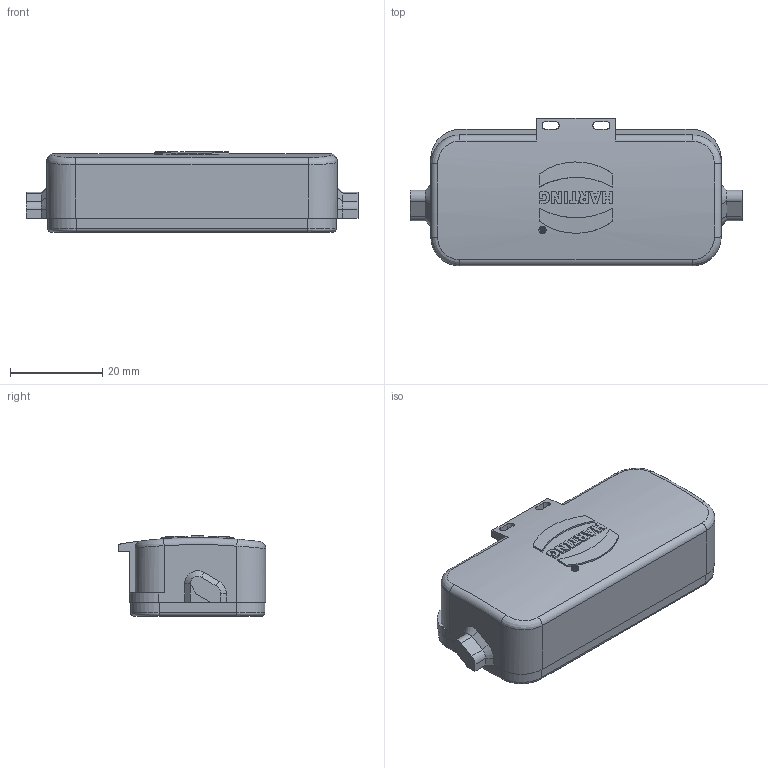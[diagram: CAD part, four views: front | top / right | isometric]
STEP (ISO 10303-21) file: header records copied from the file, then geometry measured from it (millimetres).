
FILE_DESCRIPTION(/* description */ (''),/* implementation_level */ '2;1');
FILE_NAME(/* name */ '100105974ugm000_b.stp',/* time_stamp */ '2017-09-27T13:22:32+02:00',/* author */ (''),/* organization */ (''),/* preprocessor_version */ 'ST-DEVELOPER v16',/* originating_system */ 'SIEMENS PLM Software NX 10.0',/* authorisation */ '');
FILE_SCHEMA (('AUTOMOTIVE_DESIGN { 1 0 10303 214 3 1 1 1 }'));
Length unit declared in the file: millimetre
Products named in the file (1): 100105974ugm000_b
Bounding box: 71.8 x 31.95 x 17.35 mm (x, y, z)
Volume: 9446.4 mm3; surface area: 9500.7 mm2
Topology: 1 solids, 1 shells, 273 faces, 690 edges, 438 vertices
Faces by surface type: plane 137, cylinder 66, bspline 56, cone 8, torus 6
Entity records: 12725 total; most frequent: CARTESIAN_POINT 5479, ORIENTED_EDGE 1372, DIRECTION 1139, EDGE_CURVE 686, VERTEX_POINT 434, AXIS2_PLACEMENT_3D 405, LINE 329, VECTOR 329
